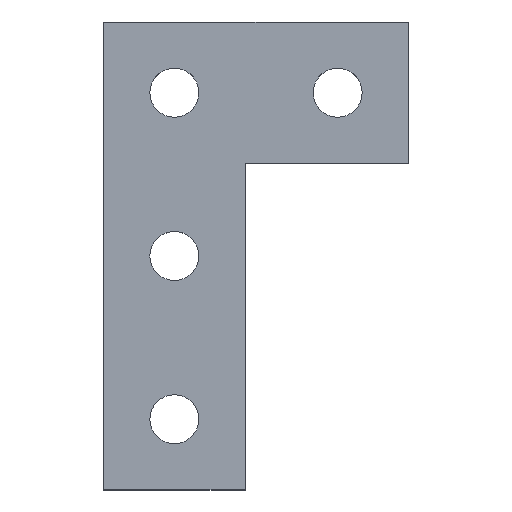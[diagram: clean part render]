
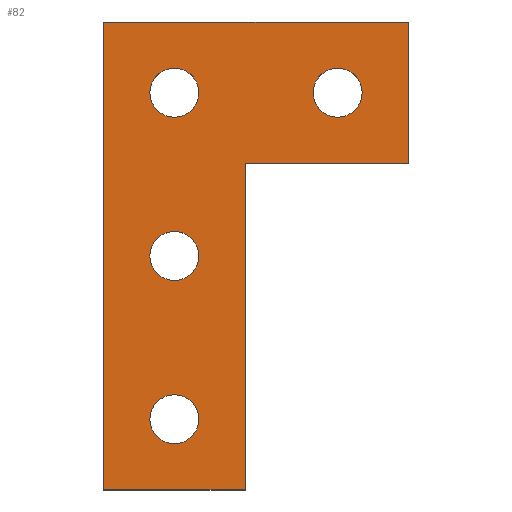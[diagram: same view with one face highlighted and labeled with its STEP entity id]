
A CAD part, top view. The second image highlights one B-rep face of the part: STEP entity #82.
In plain terms, the highlighted planar face has unit normal (0, 0, 1).
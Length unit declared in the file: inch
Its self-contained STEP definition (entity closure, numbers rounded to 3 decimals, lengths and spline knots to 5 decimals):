
#82=ADVANCED_FACE('',(#158,#159,#160,#161,#162),#163,.T.);
#158=FACE_BOUND('',#241,.T.);
#159=FACE_BOUND('',#242,.T.);
#160=FACE_BOUND('',#243,.T.);
#161=FACE_BOUND('',#244,.T.);
#162=FACE_OUTER_BOUND('',#245,.T.);
#163=PLANE('',#246);
#241=EDGE_LOOP('',(#371,#372));
#242=EDGE_LOOP('',(#373,#374));
#243=EDGE_LOOP('',(#375,#376));
#244=EDGE_LOOP('',(#377,#378));
#245=EDGE_LOOP('',(#379,#380,#381,#382,#383,#384));
#246=AXIS2_PLACEMENT_3D('',#385,#386,#387);
#371=ORIENTED_EDGE('',*,*,#460,.F.);
#372=ORIENTED_EDGE('',*,*,#473,.F.);
#373=ORIENTED_EDGE('',*,*,#478,.F.);
#374=ORIENTED_EDGE('',*,*,#479,.F.);
#375=ORIENTED_EDGE('',*,*,#480,.F.);
#376=ORIENTED_EDGE('',*,*,#465,.F.);
#377=ORIENTED_EDGE('',*,*,#455,.F.);
#378=ORIENTED_EDGE('',*,*,#471,.F.);
#379=ORIENTED_EDGE('',*,*,#481,.F.);
#380=ORIENTED_EDGE('',*,*,#467,.F.);
#381=ORIENTED_EDGE('',*,*,#482,.F.);
#382=ORIENTED_EDGE('',*,*,#451,.F.);
#383=ORIENTED_EDGE('',*,*,#447,.F.);
#384=ORIENTED_EDGE('',*,*,#475,.F.);
#385=CARTESIAN_POINT('',(1.35387,-2.29137,0.25));
#386=DIRECTION('',(0.0,0.0,1.0));
#387=DIRECTION('',(1.0,0.0,0.0));
#447=EDGE_CURVE('',#520,#521,#522,.T.);
#451=EDGE_CURVE('',#521,#526,#527,.T.);
#455=EDGE_CURVE('',#530,#532,#533,.T.);
#460=EDGE_CURVE('',#537,#539,#540,.T.);
#465=EDGE_CURVE('',#545,#543,#547,.T.);
#467=EDGE_CURVE('',#549,#550,#551,.T.);
#471=EDGE_CURVE('',#532,#530,#555,.T.);
#473=EDGE_CURVE('',#539,#537,#557,.T.);
#475=EDGE_CURVE('',#559,#520,#560,.T.);
#478=EDGE_CURVE('',#563,#564,#565,.T.);
#479=EDGE_CURVE('',#564,#563,#566,.T.);
#480=EDGE_CURVE('',#543,#545,#567,.T.);
#481=EDGE_CURVE('',#550,#559,#568,.T.);
#482=EDGE_CURVE('',#526,#549,#569,.T.);
#520=VERTEX_POINT('',#613);
#521=VERTEX_POINT('',#614);
#522=LINE('',#615,#616);
#526=VERTEX_POINT('',#622);
#527=LINE('',#623,#624);
#530=VERTEX_POINT('',#628);
#532=VERTEX_POINT('',#631);
#533=CIRCLE('',#632,0.28125);
#537=VERTEX_POINT('',#637);
#539=VERTEX_POINT('',#640);
#540=CIRCLE('',#641,0.28125);
#543=VERTEX_POINT('',#645);
#545=VERTEX_POINT('',#648);
#547=CIRCLE('',#651,0.28125);
#549=VERTEX_POINT('',#653);
#550=VERTEX_POINT('',#654);
#551=LINE('',#655,#656);
#555=CIRCLE('',#662,0.28125);
#557=CIRCLE('',#664,0.28125);
#559=VERTEX_POINT('',#666);
#560=LINE('',#667,#668);
#563=VERTEX_POINT('',#672);
#564=VERTEX_POINT('',#673);
#565=CIRCLE('',#674,0.28125);
#566=CIRCLE('',#675,0.28125);
#567=CIRCLE('',#676,0.28125);
#568=LINE('',#677,#678);
#569=LINE('',#679,#680);
#613=CARTESIAN_POINT('',(1.625,-5.375,0.25));
#614=CARTESIAN_POINT('',(0.,-5.375,0.25));
#615=CARTESIAN_POINT('',(1.625,-5.375,0.25));
#616=VECTOR('',#720,1.0);
#622=CARTESIAN_POINT('',(0.0,0.0,0.25));
#623=CARTESIAN_POINT('',(0.,-5.375,0.25));
#624=VECTOR('',#723,1.0);
#628=CARTESIAN_POINT('',(1.09375,-2.6875,0.25));
#631=CARTESIAN_POINT('',(0.53125,-2.6875,0.25));
#632=AXIS2_PLACEMENT_3D('',#726,#727,#728);
#637=CARTESIAN_POINT('',(1.09375,-4.5625,0.25));
#640=CARTESIAN_POINT('',(0.53125,-4.5625,0.25));
#641=AXIS2_PLACEMENT_3D('',#731,#732,#733);
#645=CARTESIAN_POINT('',(2.96875,-0.8125,0.25));
#648=CARTESIAN_POINT('',(2.40625,-0.8125,0.25));
#651=AXIS2_PLACEMENT_3D('',#737,#738,#739);
#653=CARTESIAN_POINT('',(3.5,0.0,0.25));
#654=CARTESIAN_POINT('',(3.5,-1.625,0.25));
#655=CARTESIAN_POINT('',(3.5,0.0,0.25));
#656=VECTOR('',#740,1.0);
#662=AXIS2_PLACEMENT_3D('',#743,#744,#745);
#664=AXIS2_PLACEMENT_3D('',#746,#747,#748);
#666=CARTESIAN_POINT('',(1.625,-1.625,0.25));
#667=CARTESIAN_POINT('',(1.625,-1.625,0.25));
#668=VECTOR('',#749,1.0);
#672=CARTESIAN_POINT('',(1.09375,-0.8125,0.25));
#673=CARTESIAN_POINT('',(0.53125,-0.8125,0.25));
#674=AXIS2_PLACEMENT_3D('',#751,#752,#753);
#675=AXIS2_PLACEMENT_3D('',#754,#755,#756);
#676=AXIS2_PLACEMENT_3D('',#757,#758,#759);
#677=CARTESIAN_POINT('',(3.5,-1.625,0.25));
#678=VECTOR('',#760,1.0);
#679=CARTESIAN_POINT('',(0.0,0.0,0.25));
#680=VECTOR('',#761,1.0);
#720=DIRECTION('',(-1.0,0.,0.0));
#723=DIRECTION('',(0.,1.0,0.0));
#726=CARTESIAN_POINT('',(0.8125,-2.6875,0.25));
#727=DIRECTION('',(0.0,0.0,1.0));
#728=DIRECTION('',(1.0,0.0,0.0));
#731=CARTESIAN_POINT('',(0.8125,-4.5625,0.25));
#732=DIRECTION('',(0.0,0.0,1.0));
#733=DIRECTION('',(1.0,0.0,0.0));
#737=CARTESIAN_POINT('',(2.6875,-0.8125,0.25));
#738=DIRECTION('',(0.0,0.0,1.0));
#739=DIRECTION('',(1.0,0.0,0.0));
#740=DIRECTION('',(0.,-1.0,0.0));
#743=CARTESIAN_POINT('',(0.8125,-2.6875,0.25));
#744=DIRECTION('',(0.0,0.0,1.0));
#745=DIRECTION('',(1.0,0.0,0.0));
#746=CARTESIAN_POINT('',(0.8125,-4.5625,0.25));
#747=DIRECTION('',(0.0,0.0,1.0));
#748=DIRECTION('',(1.0,0.0,0.0));
#749=DIRECTION('',(0.,-1.0,0.0));
#751=CARTESIAN_POINT('',(0.8125,-0.8125,0.25));
#752=DIRECTION('',(0.0,0.0,1.0));
#753=DIRECTION('',(1.0,0.0,0.0));
#754=CARTESIAN_POINT('',(0.8125,-0.8125,0.25));
#755=DIRECTION('',(0.0,0.0,1.0));
#756=DIRECTION('',(1.0,0.0,0.0));
#757=CARTESIAN_POINT('',(2.6875,-0.8125,0.25));
#758=DIRECTION('',(0.0,0.0,1.0));
#759=DIRECTION('',(1.0,0.0,0.0));
#760=DIRECTION('',(-1.0,0.0,0.0));
#761=DIRECTION('',(1.0,0.0,0.0));
